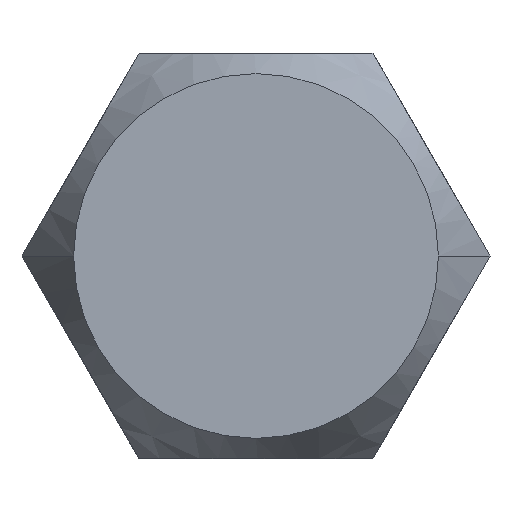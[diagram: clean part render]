
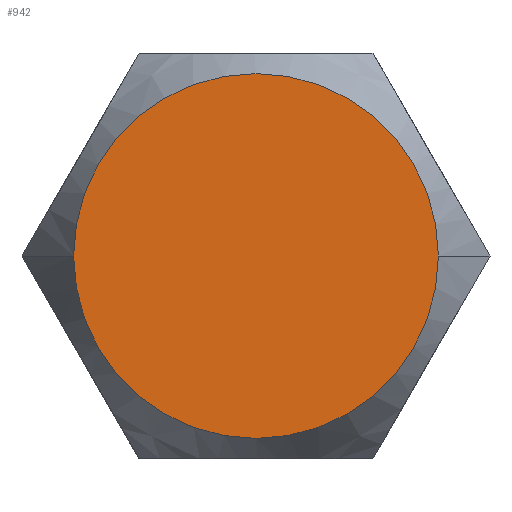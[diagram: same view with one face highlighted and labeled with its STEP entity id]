
A CAD part, front view. The second image highlights one B-rep face of the part: STEP entity #942.
In plain terms, the highlighted planar face has unit normal (0, -1, 0).
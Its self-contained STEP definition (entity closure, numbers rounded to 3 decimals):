
#5 = CARTESIAN_POINT ( 'NONE',  ( 0., 0., 0. ) ) ;
#42 = DIRECTION ( 'NONE',  ( 1., 0., 0. ) ) ;
#159 = CARTESIAN_POINT ( 'NONE',  ( 0., 0., 0. ) ) ;
#235 = DIRECTION ( 'NONE',  ( 1., 0., 0. ) ) ;
#432 = AXIS2_PLACEMENT_3D ( 'NONE', #2270, #3928, #235 ) ;
#789 = ORIENTED_EDGE ( 'NONE', *, *, #3119, .T. ) ;
#879 = DIRECTION ( 'NONE',  ( 1., 0., 0. ) ) ;
#910 = EDGE_LOOP ( 'NONE', ( #789, #1342 ) ) ;
#942 = ADVANCED_FACE ( 'Defeature ausgef�hrt1_44', ( #4388 ), #4298, .T. ) ;
#1139 = VERTEX_POINT ( 'NONE', #2031 ) ;
#1342 = ORIENTED_EDGE ( 'NONE', *, *, #1470, .T. ) ;
#1470 = EDGE_CURVE ( 'Defeature ausgef�hrt1_44+Defeature ausgef�hrt1_43+Defeature ausgef�hrt1_43+Defeature ausgef�hrt1_43', #1532, #1139, #3529, .T. ) ;
#1499 = AXIS2_PLACEMENT_3D ( 'NONE', #5, #2087, #42 ) ;
#1532 = VERTEX_POINT ( 'NONE', #3578 ) ;
#1836 = AXIS2_PLACEMENT_3D ( 'NONE', #159, #2527, #879 ) ;
#2031 = CARTESIAN_POINT ( 'NONE',  ( -2.858, 0., 0. ) ) ;
#2087 = DIRECTION ( 'NONE',  ( 0., -1., 0. ) ) ;
#2242 = CIRCLE ( 'NONE', #1499, 2.858 ) ;
#2270 = CARTESIAN_POINT ( 'NONE',  ( 0., 0., -6.35 ) ) ;
#2527 = DIRECTION ( 'NONE',  ( 0., -1., 0. ) ) ;
#3119 = EDGE_CURVE ( 'Defeature ausgef�hrt1_44+Defeature ausgef�hrt1_43+Defeature ausgef�hrt1_43+Defeature ausgef�hrt1_43', #1139, #1532, #2242, .T. ) ;
#3529 = CIRCLE ( 'NONE', #1836, 2.858 ) ;
#3578 = CARTESIAN_POINT ( 'NONE',  ( 2.858, 0., 0. ) ) ;
#3928 = DIRECTION ( 'NONE',  ( 0., -1., 0. ) ) ;
#4298 = PLANE ( 'NONE',  #432 ) ;
#4388 = FACE_OUTER_BOUND ( 'NONE', #910, .T. ) ;
